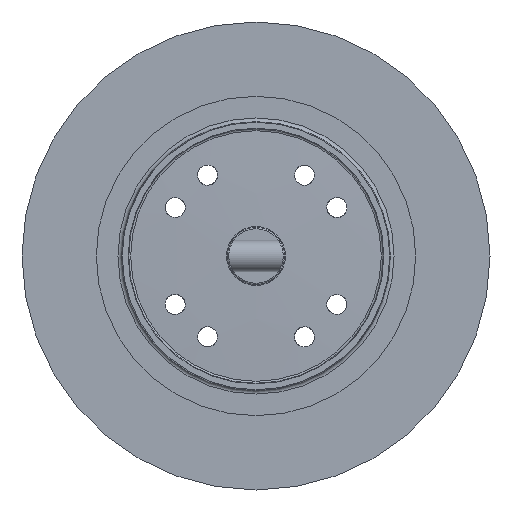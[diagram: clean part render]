
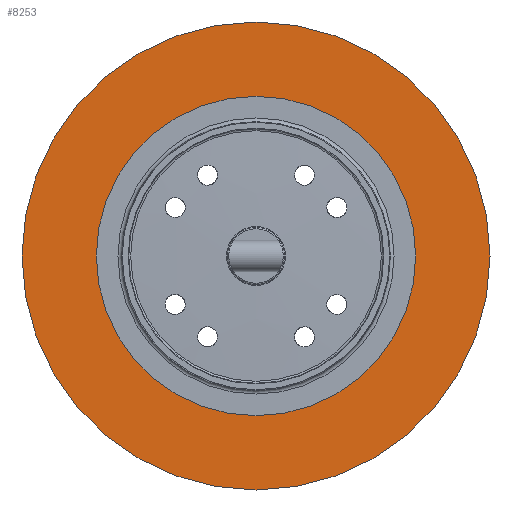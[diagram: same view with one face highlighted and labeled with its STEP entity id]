
A CAD part, front view. The second image highlights one B-rep face of the part: STEP entity #8253.
In plain terms, the highlighted planar face has unit normal (0, -1, 0).
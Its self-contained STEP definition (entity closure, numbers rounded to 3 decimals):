
#136=FACE_BOUND('',#1119,.T.);
#238=PLANE('',#8803);
#634=FACE_OUTER_BOUND('',#1118,.T.);
#1118=EDGE_LOOP('',(#5860));
#1119=EDGE_LOOP('',(#5861));
#3648=CIRCLE('',#8802,215.);
#3649=CIRCLE('',#8804,315.);
#3849=VERTEX_POINT('',#11859);
#3850=VERTEX_POINT('',#11863);
#4653=EDGE_CURVE('',#3849,#3849,#3648,.T.);
#4654=EDGE_CURVE('',#3850,#3850,#3649,.T.);
#5860=ORIENTED_EDGE('',*,*,#4654,.F.);
#5861=ORIENTED_EDGE('',*,*,#4653,.T.);
#8253=ADVANCED_FACE('',(#634,#136),#238,.T.);
#8802=AXIS2_PLACEMENT_3D('',#11861,#9509,#9510);
#8803=AXIS2_PLACEMENT_3D('',#11862,#9511,#9512);
#8804=AXIS2_PLACEMENT_3D('',#11864,#9513,#9514);
#9509=DIRECTION('center_axis',(0.,1.,0.));
#9510=DIRECTION('ref_axis',(1.,0.,0.));
#9511=DIRECTION('center_axis',(0.,-1.,0.));
#9512=DIRECTION('ref_axis',(0.,0.,-1.));
#9513=DIRECTION('center_axis',(0.,1.,0.));
#9514=DIRECTION('ref_axis',(1.,0.,0.));
#11859=CARTESIAN_POINT('',(215.,0.,0.));
#11861=CARTESIAN_POINT('Origin',(0.,0.,0.));
#11862=CARTESIAN_POINT('Origin',(-315.,0.,0.));
#11863=CARTESIAN_POINT('',(315.,0.,0.));
#11864=CARTESIAN_POINT('Origin',(0.,0.,0.));
